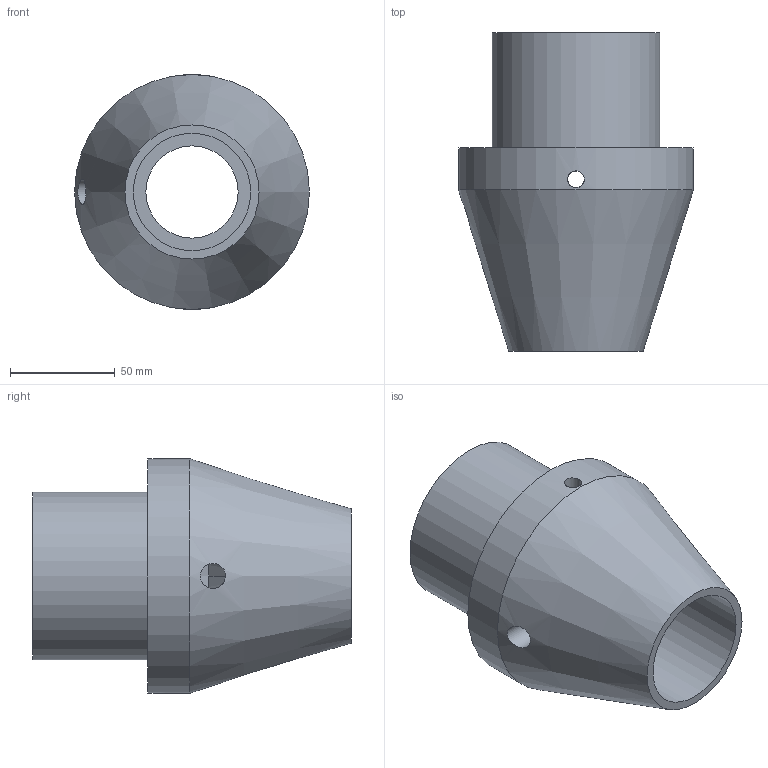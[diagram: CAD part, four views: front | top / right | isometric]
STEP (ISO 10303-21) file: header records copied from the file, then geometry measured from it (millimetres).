
FILE_DESCRIPTION(('FreeCAD Model'),'2;1');
FILE_NAME('Embout mat.step','2020-12-01T21:04:18', ('Author'),(''),'Open CASCADE STEP processor 7.3','FreeCAD','Unknown' );
FILE_SCHEMA(('AUTOMOTIVE_DESIGN { 1 0 10303 214 1 1 1 1 }'));
Length unit declared in the file: millimetre
Products named in the file (1): Body
Bounding box: 112 x 152 x 112 mm (x, y, z)
Volume: 508192.4 mm3; surface area: 82150.5 mm2
Topology: 1 solids, 1 shells, 18 faces, 38 edges, 23 vertices
Faces by surface type: cylinder 9, cone 5, plane 4
Full cylindrical faces by diameter (mm): 8 x2, 12 x1, 44 x1, 56 x1, 60 x1, 68 x1, 80 x1, 112 x1
Entity records: 2750 total; most frequent: CARTESIAN_POINT 1947, DIRECTION 141, ORIENTED_EDGE 76, PCURVE 76, DEFINITIONAL_REPRESENTATION 76, LINE 63, VECTOR 63, EDGE_CURVE 38
